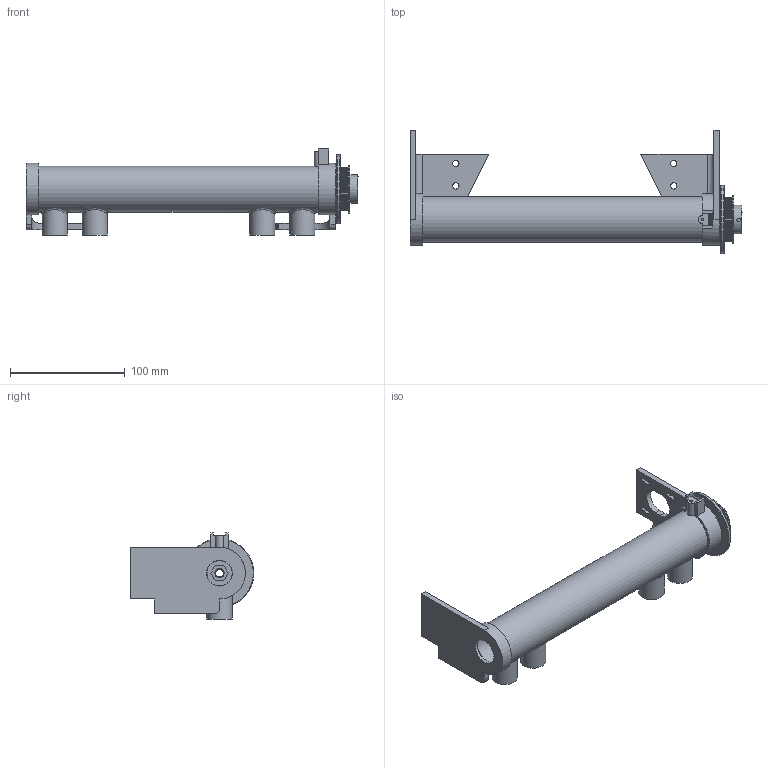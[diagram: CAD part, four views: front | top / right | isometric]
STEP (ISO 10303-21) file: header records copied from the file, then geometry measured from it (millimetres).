
FILE_DESCRIPTION(/* description */ (''),/* implementation_level */ '2;1');
FILE_NAME(/* name */ 'Cpap_Blower_Manifold v2.step',/* time_stamp */ '2021-03-21T09:20:06-04:00',/* author */ (''),/* organization */ (''),/* preprocessor_version */ 'ST-DEVELOPER v18.1',/* originating_system */ 'Autodesk Translation Framework v9.10.0.1330',/* authorisation */ '');
FILE_SCHEMA (('AUTOMOTIVE_DESIGN { 1 0 10303 214 3 1 1 }'));
Length unit declared in the file: millimetre
Products named in the file (6): Cpap_Blower_Manifold; StepperEndCap; InletEndCap; OuterBlower; InnerBlower; printed_2GT-60T-8
Assembly tree (5 placements, depth 2):
  Cpap_Blower_Manifold
    StepperEndCap
    InletEndCap
    OuterBlower
    InnerBlower
    printed_2GT-60T-8
Bounding box: 289.5 x 108 x 75.03 mm (x, y, z)
Volume: 244743.1 mm3; surface area: 170075.9 mm2
Topology: 5 solids, 5 shells, 516 faces, 1486 edges, 991 vertices
Faces by surface type: cylinder 414, plane 82, bspline 12, torus 6, cone 2
Full cylindrical faces by diameter (mm): 2.5 x1, 3.2 x2, 5.5 x4, 6.7 x1, 8.2 x1, 17.2 x8, 22 x6, 22.5 x1, 25 x1, 28.8 x1, 29.9 x1, 34.7 x1, 34.95 x1, 35.2 x1, 40 x1, 40.25 x2, 42 x1, 45.05 x2, 60 x1
Entity records: 19532 total; most frequent: CARTESIAN_POINT 4980, DIRECTION 3301, ORIENTED_EDGE 2972, EDGE_CURVE 1486, AXIS2_PLACEMENT_3D 1360, VERTEX_POINT 991, CIRCLE 845, LINE 581
